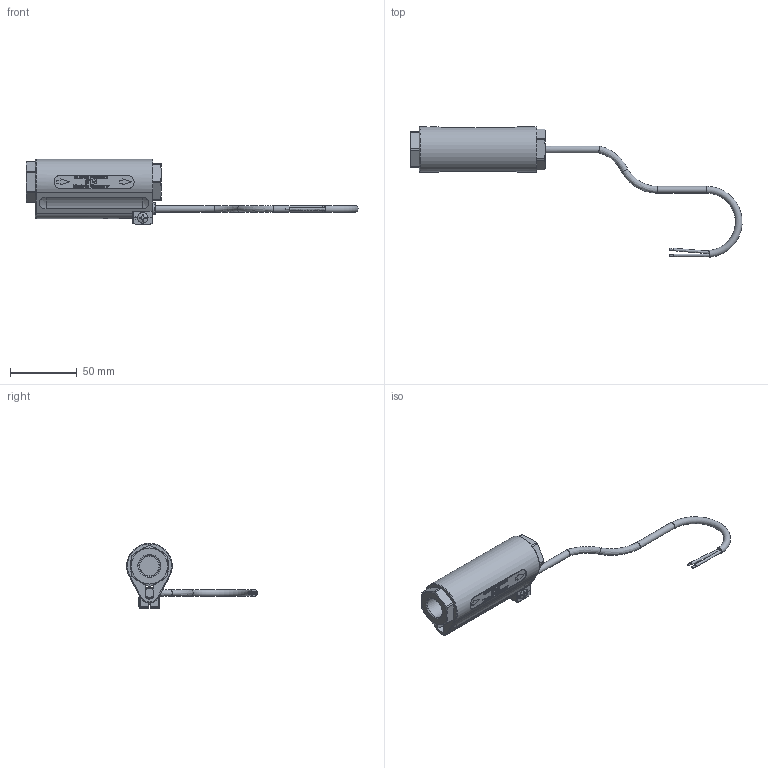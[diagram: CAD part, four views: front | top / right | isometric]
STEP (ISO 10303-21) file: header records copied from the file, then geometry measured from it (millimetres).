
FILE_DESCRIPTION(/* description */ ('Unknown'),/* implementation_level */ '2;1');
FILE_NAME(/* name */ '200005601',/* time_stamp */ '2019-07-05T09:48:54+02:00',/* author */ ('Unknown'),/* organization */ ('Unknown'),/* preprocessor_version */ 'ST-DEVELOPER v16.7',/* originating_system */ 'DEX',/* authorisation */ $);
FILE_SCHEMA (('AUTOMOTIVE_DESIGN {1 0 10303 214 3 1 1}'));
Length unit declared in the file: millimetre
Products named in the file (14): 10726_200005601_Strömungsw.ST-5_lageunabh.grau_1_1_00269895; 01-1454_Führungsrohr_ST-5_mit_Feder; 10718_200005518_TM_Schwimmer_mit_Magnet_f._Feder_00158512; 09-0010_Ringmagnet; 02_0001_230_AnschlagStück_ST-5_Schwimmer_00141990; 010001469_Schwimmer_ST-5_kurz_00142267; 01-9150_Verschlußschr._ST-5_SW27_f._Feder; 13113_020001209_Kunststoffgehäuse_ST-5_350_bar_1_1_00265799; 04-0730_Skt.mutter_ISO 10511_M4; 04-0720_Linsenschraube_ISO7045-M4x12; 200005435_TM_Reedschalter_ST-5_1_2m_Ms_2017_00262152; 010001468_Hülse_Strömungswächter_00227796; 400000013_Vergussmasse_Reedschalter_ST-5_00262127; 10606_400000011_Rohmaterial_E-Kabel_2x0_75_grau_00261957
Assembly tree (14 placements, depth 3):
  10726_200005601_Strömungsw.ST-5_lageunabh.grau_1_1_00269895
    01-1454_Führungsrohr_ST-5_mit_Feder
    10718_200005518_TM_Schwimmer_mit_Magnet_f._Feder_00158512
      09-0010_Ringmagnet  x2
      02_0001_230_AnschlagStück_ST-5_Schwimmer_00141990
      010001469_Schwimmer_ST-5_kurz_00142267
    01-9150_Verschlußschr._ST-5_SW27_f._Feder
    13113_020001209_Kunststoffgehäuse_ST-5_350_bar_1_1_00265799
    04-0730_Skt.mutter_ISO 10511_M4
    04-0720_Linsenschraube_ISO7045-M4x12
    200005435_TM_Reedschalter_ST-5_1_2m_Ms_2017_00262152
      010001468_Hülse_Strömungswächter_00227796
      400000013_Vergussmasse_Reedschalter_ST-5_00262127
      10606_400000011_Rohmaterial_E-Kabel_2x0_75_grau_00261957
Bounding box: 248.91 x 97.82 x 49 mm (x, y, z)
Volume: 89676.4 mm3; surface area: 51307.8 mm2
Topology: 8 solids, 8 shells, 1287 faces, 3227 edges, 2126 vertices
Faces by surface type: plane 848, bspline 205, cylinder 162, cone 47, sphere 13, torus 12
Full cylindrical faces by diameter (mm): 0.203 x4, 3.1 x1, 3.12 x1, 3.3 x1, 4 x1, 4.2 x2, 5.1 x2, 6 x2, 6.5 x1, 7.8 x1, 8 x2, 8.4 x1, 9 x1, 15 x1, 15.33 x1, 15.81 x1, 16.8 x1, 20 x2, 20.7 x1, 22 x1
Entity records: 49988 total; most frequent: CARTESIAN_POINT 21523, ORIENTED_EDGE 6232, DIRECTION 4459, EDGE_CURVE 3116, VERTEX_POINT 2108, EDGE_LOOP 1560, FACE_BOUND 1560, AXIS2_PLACEMENT_3D 1487
